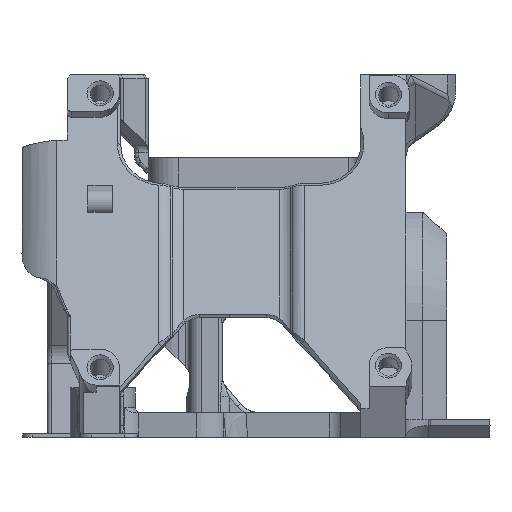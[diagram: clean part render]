
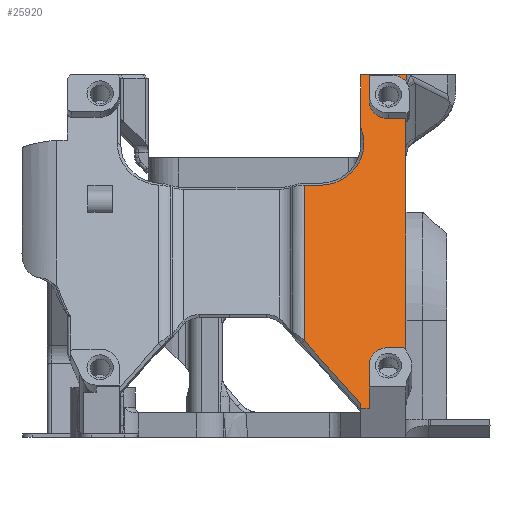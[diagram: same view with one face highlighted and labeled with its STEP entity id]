
A CAD part, left-side view. The second image highlights one B-rep face of the part: STEP entity #25920.
In plain terms, the highlighted planar face has unit normal (-0.94, 0, 0.342).
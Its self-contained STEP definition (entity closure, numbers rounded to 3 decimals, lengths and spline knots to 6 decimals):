
#942=B_SPLINE_CURVE_WITH_KNOTS('',3,(#47138,#47139,#47140,#47141),
 .UNSPECIFIED.,.F.,.F.,(4,4),(-0.000025,0.000759),
 .UNSPECIFIED.);
#2459=CIRCLE('',#27758,0.0005);
#2462=CIRCLE('',#27763,0.00235);
#2463=CIRCLE('',#27765,0.002);
#2464=CIRCLE('',#27769,0.00235);
#2476=CIRCLE('',#27805,0.002536);
#2632=CIRCLE('',#28167,0.0054);
#8757=ORIENTED_EDGE('',*,*,#13537,.F.);
#8758=ORIENTED_EDGE('',*,*,#13442,.F.);
#8759=ORIENTED_EDGE('',*,*,#13440,.T.);
#8760=ORIENTED_EDGE('',*,*,#13438,.T.);
#8761=ORIENTED_EDGE('',*,*,#13437,.T.);
#8762=ORIENTED_EDGE('',*,*,#13434,.T.);
#8763=ORIENTED_EDGE('',*,*,#13536,.T.);
#8764=ORIENTED_EDGE('',*,*,#13431,.F.);
#8765=ORIENTED_EDGE('',*,*,#14089,.F.);
#8766=ORIENTED_EDGE('',*,*,#14105,.T.);
#8767=ORIENTED_EDGE('',*,*,#14092,.T.);
#8768=ORIENTED_EDGE('',*,*,#14106,.F.);
#8769=ORIENTED_EDGE('',*,*,#13600,.F.);
#8770=ORIENTED_EDGE('',*,*,#14104,.F.);
#8771=ORIENTED_EDGE('',*,*,#14107,.F.);
#8772=ORIENTED_EDGE('',*,*,#14108,.T.);
#8773=ORIENTED_EDGE('',*,*,#13444,.T.);
#8774=ORIENTED_EDGE('',*,*,#13429,.T.);
#8775=ORIENTED_EDGE('',*,*,#13424,.F.);
#8776=ORIENTED_EDGE('',*,*,#13420,.T.);
#8777=ORIENTED_EDGE('',*,*,#13490,.F.);
#13420=EDGE_CURVE('',#16572,#16573,#2459,.T.);
#13424=EDGE_CURVE('',#16572,#16576,#18477,.T.);
#13429=EDGE_CURVE('',#16578,#16576,#2462,.T.);
#13431=EDGE_CURVE('',#16580,#16581,#942,.T.);
#13434=EDGE_CURVE('',#16583,#16582,#2463,.T.);
#13437=EDGE_CURVE('',#16584,#16583,#18484,.T.);
#13438=EDGE_CURVE('',#16585,#16584,#18485,.T.);
#13440=EDGE_CURVE('',#16586,#16585,#2464,.T.);
#13442=EDGE_CURVE('',#16586,#16587,#18488,.T.);
#13444=EDGE_CURVE('',#16588,#16578,#18490,.T.);
#13490=EDGE_CURVE('',#16619,#16573,#2476,.T.);
#13536=EDGE_CURVE('',#16582,#16581,#18543,.T.);
#13537=EDGE_CURVE('',#16587,#16619,#18544,.T.);
#13600=EDGE_CURVE('',#16571,#16684,#18577,.T.);
#14089=EDGE_CURVE('',#16972,#16580,#18783,.T.);
#14092=EDGE_CURVE('',#16976,#16975,#2632,.T.);
#14104=EDGE_CURVE('',#16984,#16571,#18794,.T.);
#14105=EDGE_CURVE('',#16972,#16976,#18795,.T.);
#14106=EDGE_CURVE('',#16684,#16975,#18796,.T.);
#14107=EDGE_CURVE('',#16985,#16984,#18797,.T.);
#14108=EDGE_CURVE('',#16985,#16588,#18798,.T.);
#16571=VERTEX_POINT('',#47033);
#16572=VERTEX_POINT('',#47051);
#16573=VERTEX_POINT('',#47052);
#16576=VERTEX_POINT('',#47060);
#16578=VERTEX_POINT('',#47066);
#16580=VERTEX_POINT('',#47137);
#16581=VERTEX_POINT('',#47142);
#16582=VERTEX_POINT('',#47149);
#16583=VERTEX_POINT('',#47151);
#16584=VERTEX_POINT('',#47155);
#16585=VERTEX_POINT('',#47159);
#16586=VERTEX_POINT('',#47163);
#16587=VERTEX_POINT('',#47167);
#16588=VERTEX_POINT('',#47171);
#16619=VERTEX_POINT('',#47267);
#16684=VERTEX_POINT('',#47549);
#16972=VERTEX_POINT('',#50038);
#16975=VERTEX_POINT('',#50045);
#16976=VERTEX_POINT('',#50047);
#16984=VERTEX_POINT('',#50072);
#16985=VERTEX_POINT('',#50078);
#18477=LINE('',#47059,#20206);
#18484=LINE('',#47156,#20213);
#18485=LINE('',#47158,#20214);
#18488=LINE('',#47166,#20217);
#18490=LINE('',#47170,#20219);
#18543=LINE('',#47365,#20272);
#18544=LINE('',#47366,#20273);
#18577=LINE('',#47548,#20306);
#18783=LINE('',#50039,#20512);
#18794=LINE('',#50073,#20523);
#18795=LINE('',#50075,#20524);
#18796=LINE('',#50076,#20525);
#18797=LINE('',#50077,#20526);
#18798=LINE('',#50079,#20527);
#20206=VECTOR('',#32554,1.);
#20213=VECTOR('',#32573,1.);
#20214=VECTOR('',#32576,1.);
#20217=VECTOR('',#32585,1.);
#20219=VECTOR('',#32589,1.);
#20272=VECTOR('',#32770,1.);
#20273=VECTOR('',#32771,1.);
#20306=VECTOR('',#32902,1.);
#20512=VECTOR('',#33668,1.);
#20523=VECTOR('',#33693,1.);
#20524=VECTOR('',#33696,1.);
#20525=VECTOR('',#33697,1.);
#20526=VECTOR('',#33698,1.);
#20527=VECTOR('',#33699,1.);
#22231=EDGE_LOOP('',(#8757,#8758,#8759,#8760,#8761,#8762,#8763,#8764,#8765,
#8766,#8767,#8768,#8769,#8770,#8771,#8772,#8773,#8774,#8775,#8776,#8777));
#23865=FACE_BOUND('',#22231,.T.);
#24632=PLANE('',#28172);
#25920=ADVANCED_FACE('',(#23865),#24632,.T.);
#27758=AXIS2_PLACEMENT_3D('',#47050,#32546,#32547);
#27763=AXIS2_PLACEMENT_3D('',#47069,#32562,#32563);
#27765=AXIS2_PLACEMENT_3D('',#47150,#32567,#32568);
#27769=AXIS2_PLACEMENT_3D('',#47162,#32580,#32581);
#27805=AXIS2_PLACEMENT_3D('',#47268,#32684,#32685);
#28167=AXIS2_PLACEMENT_3D('',#50046,#33674,#33675);
#28172=AXIS2_PLACEMENT_3D('',#50074,#33694,#33695);
#32546=DIRECTION('',(0.94,0.,-0.342));
#32547=DIRECTION('',(0.342,0.,0.94));
#32554=DIRECTION('',(0.,1.,0.));
#32562=DIRECTION('',(0.94,0.,-0.342));
#32563=DIRECTION('',(0.342,0.,0.94));
#32567=DIRECTION('',(0.94,0.,-0.342));
#32568=DIRECTION('',(0.342,0.,0.94));
#32573=DIRECTION('',(0.,-1.,0.));
#32576=DIRECTION('',(0.342,0.,0.94));
#32580=DIRECTION('',(0.94,0.,-0.342));
#32581=DIRECTION('',(0.342,0.,0.94));
#32585=DIRECTION('',(0.,-1.,0.));
#32589=DIRECTION('',(0.342,0.,0.94));
#32684=DIRECTION('',(0.94,0.,-0.342));
#32685=DIRECTION('',(0.342,0.,0.94));
#32770=DIRECTION('',(0.342,0.,0.94));
#32771=DIRECTION('',(-0.342,0.,-0.94));
#32902=DIRECTION('',(0.342,0.,0.94));
#33668=DIRECTION('',(0.,-1.,0.));
#33674=DIRECTION('',(0.94,0.,-0.342));
#33675=DIRECTION('',(0.342,0.,0.94));
#33693=DIRECTION('',(0.262,0.643,0.72));
#33694=DIRECTION('',(-0.94,0.,0.342));
#33695=DIRECTION('',(-0.342,0.,-0.94));
#33696=DIRECTION('',(-0.342,0.,-0.94));
#33697=DIRECTION('',(0.,-1.,0.));
#33698=DIRECTION('',(0.342,0.,0.94));
#33699=DIRECTION('',(0.,-1.,0.));
#47033=CARTESIAN_POINT('',(-0.141708,0.018828,0.011704));
#47050=CARTESIAN_POINT('',(-0.14243,0.007,0.009722));
#47051=CARTESIAN_POINT('',(-0.142259,0.007,0.010192));
#47052=CARTESIAN_POINT('',(-0.142361,0.006543,0.009912));
#47059=CARTESIAN_POINT('',(-0.142259,0.006125,0.010192));
#47060=CARTESIAN_POINT('',(-0.142259,0.008625,0.010192));
#47066=CARTESIAN_POINT('',(-0.143062,0.010975,0.007983));
#47069=CARTESIAN_POINT('',(-0.143062,0.008625,0.007983));
#47137=CARTESIAN_POINT('',(-0.129953,0.006465,0.044));
#47138=CARTESIAN_POINT('',(-0.129953,0.006465,0.044));
#47139=CARTESIAN_POINT('',(-0.130043,0.006481,0.043755));
#47140=CARTESIAN_POINT('',(-0.130132,0.006499,0.04351));
#47141=CARTESIAN_POINT('',(-0.130221,0.0065,0.043264));
#47142=CARTESIAN_POINT('',(-0.130221,0.0065,0.043264));
#47149=CARTESIAN_POINT('',(-0.130522,0.0065,0.042438));
#47150=CARTESIAN_POINT('',(-0.130921,0.008125,0.041342));
#47151=CARTESIAN_POINT('',(-0.130237,0.008125,0.043222));
#47155=CARTESIAN_POINT('',(-0.130237,0.010975,0.043222));
#47156=CARTESIAN_POINT('',(-0.130237,0.006125,0.043222));
#47158=CARTESIAN_POINT('',(-0.12364,0.010975,0.061346));
#47159=CARTESIAN_POINT('',(-0.131092,0.010975,0.040873));
#47162=CARTESIAN_POINT('',(-0.131092,0.008625,0.040873));
#47163=CARTESIAN_POINT('',(-0.131895,0.008625,0.038664));
#47166=CARTESIAN_POINT('',(-0.131895,0.006125,0.038664));
#47167=CARTESIAN_POINT('',(-0.131895,0.0065,0.038664));
#47170=CARTESIAN_POINT('',(-0.12364,0.010975,0.061346));
#47171=CARTESIAN_POINT('',(-0.144704,0.010975,0.003473));
#47267=CARTESIAN_POINT('',(-0.142392,0.0065,0.009826));
#47268=CARTESIAN_POINT('',(-0.14201,0.004223,0.010875));
#47365=CARTESIAN_POINT('',(-0.143233,0.0065,0.007513));
#47366=CARTESIAN_POINT('',(-0.136618,0.0065,0.025688));
#47548=CARTESIAN_POINT('',(-0.14325,0.018828,0.007468));
#47549=CARTESIAN_POINT('',(-0.134836,0.018828,0.030585));
#50038=CARTESIAN_POINT('',(-0.129953,0.012,0.044));
#50039=CARTESIAN_POINT('',(-0.129953,0.004696,0.044));
#50045=CARTESIAN_POINT('',(-0.134836,0.017,0.030585));
#50046=CARTESIAN_POINT('',(-0.132989,0.017,0.035659));
#50047=CARTESIAN_POINT('',(-0.132292,0.012,0.037576));
#50072=CARTESIAN_POINT('',(-0.144491,0.012,0.004057));
#50073=CARTESIAN_POINT('',(-0.140731,0.021225,0.014388));
#50074=CARTESIAN_POINT('',(-0.143233,0.043625,0.007513));
#50075=CARTESIAN_POINT('',(-0.143233,0.012,0.007513));
#50076=CARTESIAN_POINT('',(-0.134836,0.027711,0.030585));
#50077=CARTESIAN_POINT('',(-0.139529,0.012,0.017691));
#50078=CARTESIAN_POINT('',(-0.144704,0.012,0.003473));
#50079=CARTESIAN_POINT('',(-0.144704,0.026125,0.003473));
